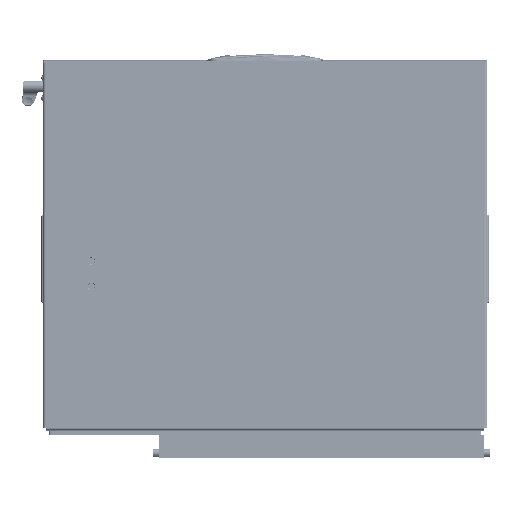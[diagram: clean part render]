
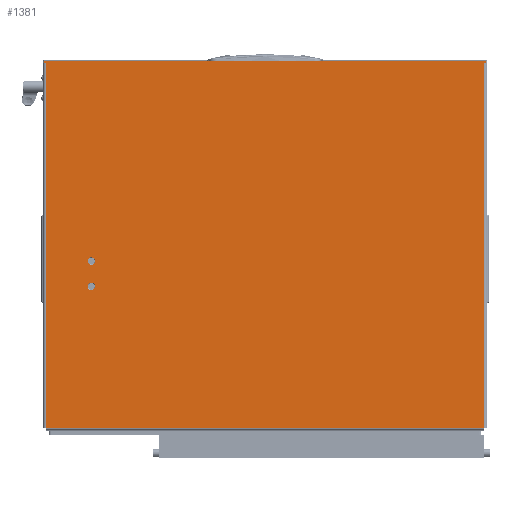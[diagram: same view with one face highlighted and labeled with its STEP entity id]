
A CAD part, front view. The second image highlights one B-rep face of the part: STEP entity #1381.
In plain terms, the highlighted face is planar.
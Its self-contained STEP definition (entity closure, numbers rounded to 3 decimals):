
#15 = CIRCLE ( 'NONE', #34336, 5.2 ) ;
#332 = ORIENTED_EDGE ( 'NONE', *, *, #65796, .F. ) ;
#1068 = EDGE_CURVE ( 'NONE', #61019, #15705, #13856, .T. ) ;
#1381 = ADVANCED_FACE ( 'NONE', ( #78193, #104250, #130352 ), #21938, .T. ) ;
#5556 = AXIS2_PLACEMENT_3D ( 'NONE', #140182, #84819, #107053 ) ;
#7151 = LINE ( 'NONE', #109345, #33203 ) ;
#7688 = EDGE_CURVE ( 'NONE', #132015, #125762, #10704, .T. ) ;
#7863 = CARTESIAN_POINT ( 'NONE',  ( 0., 608., 0. ) ) ;
#9833 = CARTESIAN_POINT ( 'NONE',  ( 0., 608., 0. ) ) ;
#10704 = LINE ( 'NONE', #7863, #48900 ) ;
#13856 = LINE ( 'NONE', #53986, #73046 ) ;
#13884 = EDGE_CURVE ( 'NONE', #115859, #72523, #57003, .T. ) ;
#15122 = DIRECTION ( 'NONE',  ( 1., 0., 0. ) ) ;
#15705 = VERTEX_POINT ( 'NONE', #114382 ) ;
#18007 = EDGE_CURVE ( 'NONE', #54539, #58211, #15, .T. ) ;
#20526 = DIRECTION ( 'NONE',  ( -1., 0., 0. ) ) ;
#21938 = PLANE ( 'NONE',  #89400 ) ;
#22277 = CARTESIAN_POINT ( 'NONE',  ( 315.2, 545., 0. ) ) ;
#25134 = VECTOR ( 'NONE', #15122, 1000. ) ;
#28277 = CIRCLE ( 'NONE', #5556, 5.2 ) ;
#28744 = VECTOR ( 'NONE', #75059, 1000. ) ;
#30785 = CARTESIAN_POINT ( 'NONE',  ( 0., 0., 0. ) ) ;
#31916 = VECTOR ( 'NONE', #87238, 1000. ) ;
#33203 = VECTOR ( 'NONE', #42233, 1000. ) ;
#34336 = AXIS2_PLACEMENT_3D ( 'NONE', #103728, #104192, #58995 ) ;
#36672 = AXIS2_PLACEMENT_3D ( 'NONE', #98829, #99289, #20526 ) ;
#42233 = DIRECTION ( 'NONE',  ( 0., 1., 0. ) ) ;
#45086 = DIRECTION ( 'NONE',  ( -1., 0., 0. ) ) ;
#45518 = ORIENTED_EDGE ( 'NONE', *, *, #13884, .F. ) ;
#46728 = CARTESIAN_POINT ( 'NONE',  ( 0., -4., 0. ) ) ;
#48900 = VECTOR ( 'NONE', #85737, 1000. ) ;
#50102 = VECTOR ( 'NONE', #80393, 1000. ) ;
#53019 = CARTESIAN_POINT ( 'NONE',  ( 0., -4., 0. ) ) ;
#53422 = AXIS2_PLACEMENT_3D ( 'NONE', #143394, #110313, #45086 ) ;
#53598 = CIRCLE ( 'NONE', #53422, 5.2 ) ;
#53764 = CARTESIAN_POINT ( 'NONE',  ( 304.8, 545., 0. ) ) ;
#53986 = CARTESIAN_POINT ( 'NONE',  ( 0., -2., 0. ) ) ;
#53995 = EDGE_CURVE ( 'NONE', #15705, #116593, #7151, .T. ) ;
#54539 = VERTEX_POINT ( 'NONE', #53764 ) ;
#55270 = LINE ( 'NONE', #46728, #50102 ) ;
#57003 = CIRCLE ( 'NONE', #36672, 5.2 ) ;
#58211 = VERTEX_POINT ( 'NONE', #22277 ) ;
#58995 = DIRECTION ( 'NONE',  ( -1., 0., 0. ) ) ;
#61019 = VERTEX_POINT ( 'NONE', #124803 ) ;
#63788 = VECTOR ( 'NONE', #74956, 1000. ) ;
#63838 = VERTEX_POINT ( 'NONE', #87390 ) ;
#65796 = EDGE_CURVE ( 'NONE', #72523, #115859, #53598, .T. ) ;
#72523 = VERTEX_POINT ( 'NONE', #117893 ) ;
#73046 = VECTOR ( 'NONE', #119683, 1000. ) ;
#74956 = DIRECTION ( 'NONE',  ( 0., 1., 0. ) ) ;
#75059 = DIRECTION ( 'NONE',  ( 1., 0., 0. ) ) ;
#76741 = ORIENTED_EDGE ( 'NONE', *, *, #121309, .F. ) ;
#76950 = CARTESIAN_POINT ( 'NONE',  ( 506., 608., 0. ) ) ;
#77430 = DIRECTION ( 'NONE',  ( 0., 0., -1. ) ) ;
#78193 = FACE_BOUND ( 'NONE', #124251, .T. ) ;
#80393 = DIRECTION ( 'NONE',  ( 0., 1., 0. ) ) ;
#81252 = VERTEX_POINT ( 'NONE', #117348 ) ;
#84819 = DIRECTION ( 'NONE',  ( 0., 0., -1. ) ) ;
#85737 = DIRECTION ( 'NONE',  ( -1., 0., 0. ) ) ;
#87238 = DIRECTION ( 'NONE',  ( 0., -1., 0. ) ) ;
#87390 = CARTESIAN_POINT ( 'NONE',  ( 0., 0., 0. ) ) ;
#87709 = DIRECTION ( 'NONE',  ( -1., 0., 0. ) ) ;
#88957 = CARTESIAN_POINT ( 'NONE',  ( 280.2, 545., 0. ) ) ;
#89400 = AXIS2_PLACEMENT_3D ( 'NONE', #9833, #77430, #87709 ) ;
#90118 = EDGE_CURVE ( 'NONE', #58211, #54539, #28277, .T. ) ;
#91131 = EDGE_LOOP ( 'NONE', ( #139234, #136077, #95003, #123245, #105273, #132834, #143506, #76741 ) ) ;
#93966 = ORIENTED_EDGE ( 'NONE', *, *, #90118, .F. ) ;
#95003 = ORIENTED_EDGE ( 'NONE', *, *, #53995, .T. ) ;
#96447 = LINE ( 'NONE', #127435, #25134 ) ;
#98829 = CARTESIAN_POINT ( 'NONE',  ( 275., 545., 0. ) ) ;
#99289 = DIRECTION ( 'NONE',  ( 0., 0., -1. ) ) ;
#99790 = CARTESIAN_POINT ( 'NONE',  ( 506., 608., 0. ) ) ;
#103728 = CARTESIAN_POINT ( 'NONE',  ( 310., 545., 0. ) ) ;
#104017 = EDGE_CURVE ( 'NONE', #125762, #132989, #122927, .T. ) ;
#104192 = DIRECTION ( 'NONE',  ( 0., 0., -1. ) ) ;
#104250 = FACE_BOUND ( 'NONE', #137884, .T. ) ;
#105273 = ORIENTED_EDGE ( 'NONE', *, *, #104017, .F. ) ;
#107053 = DIRECTION ( 'NONE',  ( -1., 0., 0. ) ) ;
#109345 = CARTESIAN_POINT ( 'NONE',  ( -2., -4., 0. ) ) ;
#110313 = DIRECTION ( 'NONE',  ( 0., 0., -1. ) ) ;
#112877 = EDGE_CURVE ( 'NONE', #61019, #63838, #55270, .T. ) ;
#114382 = CARTESIAN_POINT ( 'NONE',  ( -2., -2., 0. ) ) ;
#115859 = VERTEX_POINT ( 'NONE', #88957 ) ;
#116593 = VERTEX_POINT ( 'NONE', #129266 ) ;
#117348 = CARTESIAN_POINT ( 'NONE',  ( 506., 0., 0. ) ) ;
#117893 = CARTESIAN_POINT ( 'NONE',  ( 269.8, 545., 0. ) ) ;
#119683 = DIRECTION ( 'NONE',  ( -1., 0., 0. ) ) ;
#121309 = EDGE_CURVE ( 'NONE', #63838, #81252, #133199, .T. ) ;
#122927 = LINE ( 'NONE', #53019, #63788 ) ;
#123245 = ORIENTED_EDGE ( 'NONE', *, *, #130279, .T. ) ;
#124251 = EDGE_LOOP ( 'NONE', ( #332, #45518 ) ) ;
#124803 = CARTESIAN_POINT ( 'NONE',  ( 0., -2., 0. ) ) ;
#125762 = VERTEX_POINT ( 'NONE', #142770 ) ;
#126017 = LINE ( 'NONE', #99790, #31916 ) ;
#127435 = CARTESIAN_POINT ( 'NONE',  ( 0., 610., 0. ) ) ;
#129266 = CARTESIAN_POINT ( 'NONE',  ( -2., 610., 0. ) ) ;
#130279 = EDGE_CURVE ( 'NONE', #116593, #132989, #96447, .T. ) ;
#130352 = FACE_OUTER_BOUND ( 'NONE', #91131, .T. ) ;
#132015 = VERTEX_POINT ( 'NONE', #76950 ) ;
#132834 = ORIENTED_EDGE ( 'NONE', *, *, #7688, .F. ) ;
#132989 = VERTEX_POINT ( 'NONE', #142182 ) ;
#133199 = LINE ( 'NONE', #30785, #28744 ) ;
#136077 = ORIENTED_EDGE ( 'NONE', *, *, #1068, .T. ) ;
#137884 = EDGE_LOOP ( 'NONE', ( #142505, #93966 ) ) ;
#139234 = ORIENTED_EDGE ( 'NONE', *, *, #112877, .F. ) ;
#140182 = CARTESIAN_POINT ( 'NONE',  ( 310., 545., 0. ) ) ;
#142182 = CARTESIAN_POINT ( 'NONE',  ( 0., 610., 0. ) ) ;
#142505 = ORIENTED_EDGE ( 'NONE', *, *, #18007, .F. ) ;
#142770 = CARTESIAN_POINT ( 'NONE',  ( 0., 608., 0. ) ) ;
#143077 = EDGE_CURVE ( 'NONE', #132015, #81252, #126017, .T. ) ;
#143394 = CARTESIAN_POINT ( 'NONE',  ( 275., 545., 0. ) ) ;
#143506 = ORIENTED_EDGE ( 'NONE', *, *, #143077, .T. ) ;
